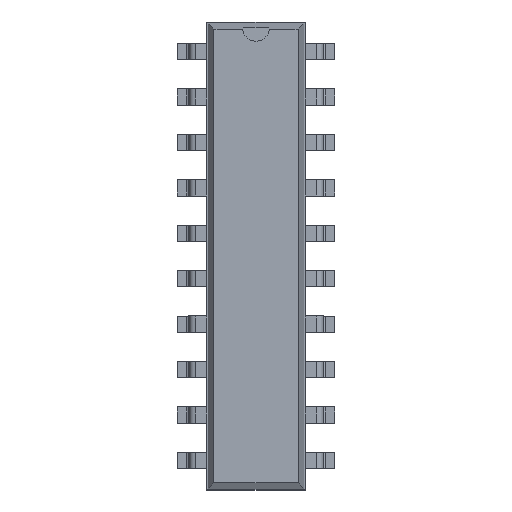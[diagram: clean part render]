
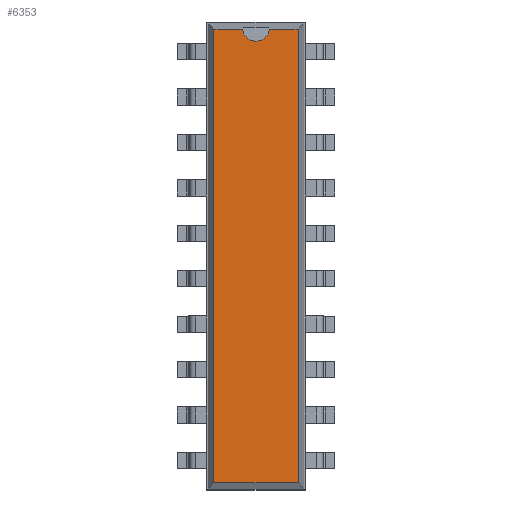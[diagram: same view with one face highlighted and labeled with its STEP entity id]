
A CAD part, top view. The second image highlights one B-rep face of the part: STEP entity #6353.
In plain terms, the highlighted planar face has unit normal (0, 0, 1).
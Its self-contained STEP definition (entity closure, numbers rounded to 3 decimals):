
#27=VECTOR('',#28,1.);
#28=DIRECTION('',(0.,1.,0.));
#34=VECTOR('',#35,1.);
#35=DIRECTION('',(-1.,0.,0.));
#41=VECTOR('',#42,1.);
#42=DIRECTION('',(0.,-1.,0.));
#46=VECTOR('',#47,1.);
#47=DIRECTION('',(1.,0.,0.));
#50=DIRECTION('',(0.,0.,-1.));
#1254=DIRECTION('',(0.,0.,-1.));
#4267=VERTEX_POINT('',#4268);
#4268=CARTESIAN_POINT('',(2.351,12.682,3.68));
#4270=ORIENTED_EDGE('',*,*,#4271,.F.);
#4271=EDGE_CURVE('',#4272,#4267,#4274,.T.);
#4272=VERTEX_POINT('',#4273);
#4273=CARTESIAN_POINT('',(2.351,-12.682,3.68));
#4274=LINE('',#4273,#27);
#5280=VERTEX_POINT('',#5281);
#5281=CARTESIAN_POINT('',(-2.351,12.682,3.68));
#5283=ORIENTED_EDGE('',*,*,#5284,.F.);
#5284=EDGE_CURVE('',#5285,#5280,#5287,.T.);
#5285=VERTEX_POINT('',#5286);
#5286=CARTESIAN_POINT('',(-0.746,12.682,3.68));
#5287=LINE('',#4268,#34);
#5306=VERTEX_POINT('',#5307);
#5307=CARTESIAN_POINT('',(0.746,12.682,3.68));
#5313=ORIENTED_EDGE('',*,*,#5314,.F.);
#5314=EDGE_CURVE('',#4267,#5306,#5287,.T.);
#5352=VERTEX_POINT('',#5353);
#5353=CARTESIAN_POINT('',(-2.351,-12.682,3.68));
#5355=ORIENTED_EDGE('',*,*,#5356,.F.);
#5356=EDGE_CURVE('',#5280,#5352,#5357,.T.);
#5357=LINE('',#5281,#41);
#6348=ORIENTED_EDGE('',*,*,#6349,.F.);
#6349=EDGE_CURVE('',#5352,#4272,#6350,.T.);
#6350=LINE('',#5353,#46);
#6353=ADVANCED_FACE('',(#6354),#6365,.F.);
#6354=FACE_BOUND('',#6355,.F.);
#6355=EDGE_LOOP('',(#4270,#6348,#5355,#5283,#6356,#6363,#5313));
#6356=ORIENTED_EDGE('',*,*,#6357,.F.);
#6357=EDGE_CURVE('',#6358,#5285,#6360,.T.);
#6358=VERTEX_POINT('',#6359);
#6359=CARTESIAN_POINT('',(0.,12.007,3.68));
#6360=CIRCLE('',#6361,0.75);
#6361=AXIS2_PLACEMENT_3D('',#6362,#1254,#42);
#6362=CARTESIAN_POINT('',(0.,12.757,3.68));
#6363=ORIENTED_EDGE('',*,*,#6364,.F.);
#6364=EDGE_CURVE('',#5306,#6358,#6360,.T.);
#6365=PLANE('',#6366);
#6366=AXIS2_PLACEMENT_3D('',#4273,#50,#6367);
#6367=DIRECTION('',(-0.182,0.983,0.));
